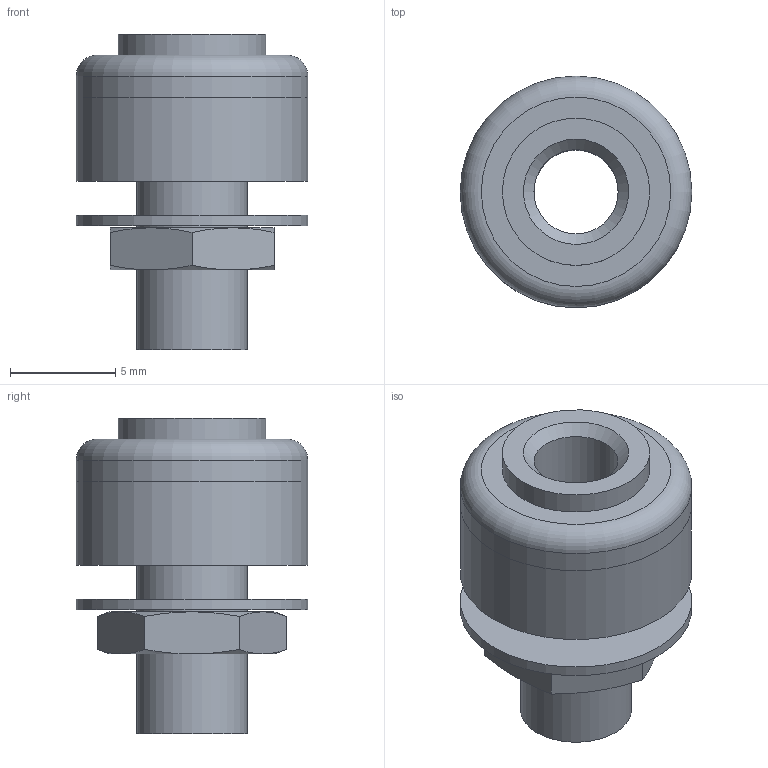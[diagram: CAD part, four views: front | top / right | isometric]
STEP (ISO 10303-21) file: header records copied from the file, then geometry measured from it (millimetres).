
FILE_DESCRIPTION(('FreeCAD Model'),'2;1');
FILE_NAME('4mm-pcb-socket-black.step','2019-06-26T22:00:55',( 'Author'),(''),'Open CASCADE STEP processor 7.3','FreeCAD','Unknown' );
FILE_SCHEMA(('AUTOMOTIVE_DESIGN { 1 0 10303 214 1 1 1 1 }'));
Length unit declared in the file: millimetre
Products named in the file (1): Compound
Bounding box: 11 x 11 x 15 mm (x, y, z)
Volume: 639.5 mm3; surface area: 1525 mm2
Topology: 5 solids, 5 shells, 38 faces, 76 edges, 50 vertices
Faces by surface type: plane 18, cylinder 11, cone 8, torus 1
Full cylindrical faces by diameter (mm): 4 x1, 5.25 x2, 6 x2, 7 x1, 8 x2, 11 x3
Entity records: 2653 total; most frequent: CARTESIAN_POINT 888, DIRECTION 262, ORIENTED_EDGE 152, PCURVE 152, DEFINITIONAL_REPRESENTATION 152, LINE 99, VECTOR 99, EDGE_CURVE 76
